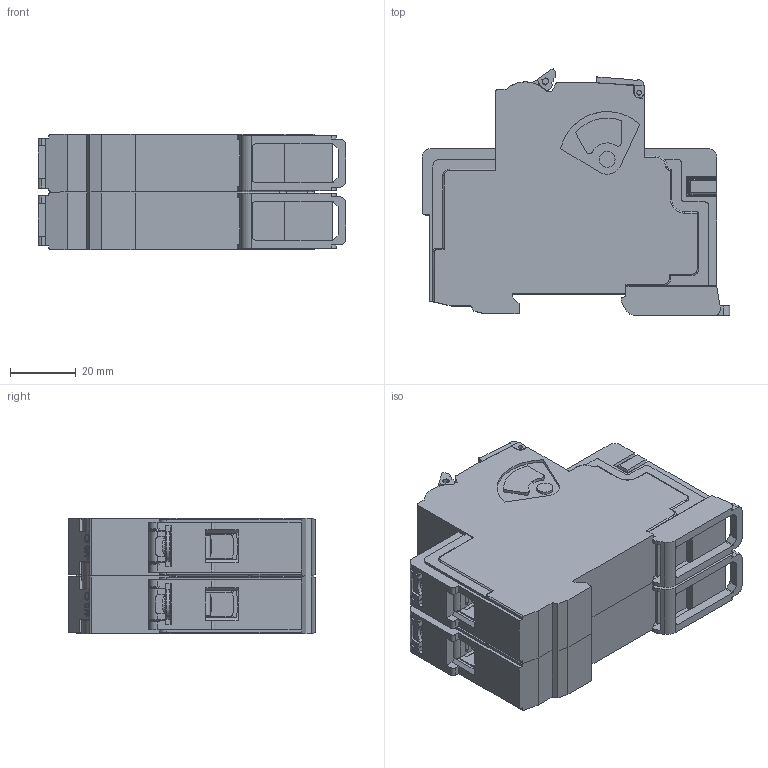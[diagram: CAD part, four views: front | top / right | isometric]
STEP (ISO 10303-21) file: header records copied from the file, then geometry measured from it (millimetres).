
FILE_DESCRIPTION(/* description */ (''),/* implementation_level */ '2;1');
FILE_NAME(/* name */ 'UL508_2polig.stp',/* time_stamp */ '2012-03-30T10:43:53+02:00',/* author */ (''),/* organization */ (''),/* preprocessor_version */ 'ST-DEVELOPER v11',/* originating_system */ 'SIEMENS PLM Software NX 7.5',/* authorisation */ '');
FILE_SCHEMA (('AUTOMOTIVE_DESIGN { 1 0 10303 214 1 1 1 1 }'));
Products named in the file (1): Sass12F9oox0
Bounding box: 93.3 x 74.89 x 35.1 mm (x, y, z)
Volume: 0.7 mm3; surface area: 36569.2 mm2
Topology: 6 solids, 7 shells, 2057 faces, 5407 edges, 3394 vertices
Faces by surface type: plane 1307, cylinder 440, cone 128, revolution 72, torus 58, bspline 32, sphere 12, extrusion 8
Full cylindrical faces by diameter (mm): 1.4 x2, 1.5 x8, 4.2 x4, 4.8 x2, 5.4 x4, 7.3 x6, 9 x2, 9.6 x4
Entity records: 65658 total; most frequent: CARTESIAN_POINT 15457, ORIENTED_EDGE 10530, DIRECTION 10180, EDGE_CURVE 5265, VECTOR 3578, LINE 3570, VERTEX_POINT 3342, AXIS2_PLACEMENT_3D 3265
